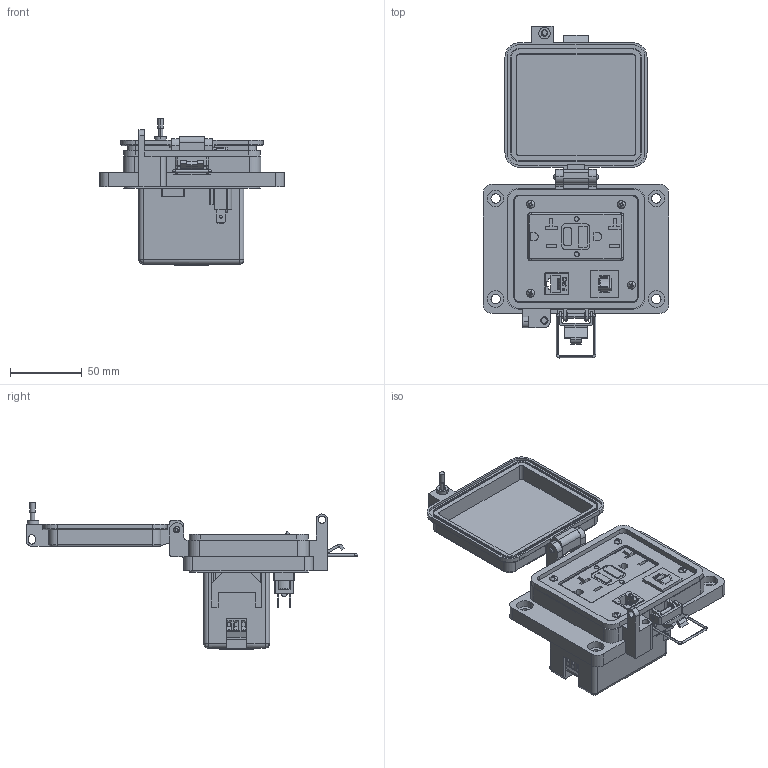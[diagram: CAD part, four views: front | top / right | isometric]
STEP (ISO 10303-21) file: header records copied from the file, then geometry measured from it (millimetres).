
FILE_DESCRIPTION (( 'STEP AP203' ), '1' );
FILE_NAME ('P-R62-K3RF5_3D.STEP', '2019-08-01T14:37:09', ( '' ), ( '' ), 'SwSTEP 2.0', 'SolidWorks 2019', '' );
FILE_SCHEMA (( 'CONFIG_CONTROL_DESIGN' ));
Length unit declared in the file: millimetre
Products named in the file (15): 92005A124_METRIC PAN HEAD PHILLIPS MACHINE SCREW_92005A124; Z-200-OTLT-GFIH-1_sheared; P-R62-K3RF5_FP060_1; RF; Z-300-RJ45CAT6; Z-CB-SM; R62; CBX; Z-000-4243316TFP; Z-H-K3_B; P-R62-K3RF5_TP060_1; -K3; P-R62-K3RF5_BP240_1; Z-200-OTLT-RIOF_RF; P-R62-K3RF5_3D
Assembly tree (20 placements, depth 3):
  P-R62-K3RF5_3D
    P-R62-K3RF5_BP240_1
    92005A124_METRIC PAN HEAD PHILLIPS MACHINE SCREW_92005A124  x4
    P-R62-K3RF5_FP060_1
    R62
      Z-300-RJ45CAT6
    Z-000-4243316TFP  x4
    P-R62-K3RF5_TP060_1
    RF
      Z-200-OTLT-RIOF_RF
      Z-200-OTLT-GFIH-1_sheared
    CBX
      Z-CB-SM
    -K3
      Z-H-K3_B
Bounding box: 129 x 231.28 x 102.7 mm (x, y, z)
Volume: 297455.7 mm3; surface area: 180340.9 mm2
Topology: 40 solids, 40 shells, 3266 faces, 9048 edges, 5970 vertices
Faces by surface type: plane 1640, cylinder 1218, bspline 236, cone 95, torus 49, sphere 28
Entity records: 89059 total; most frequent: CARTESIAN_POINT 23528, ORIENTED_EDGE 13932, DIRECTION 12355, EDGE_CURVE 6966, LINE 4719, VECTOR 4719, VERTEX_POINT 4593, AXIS2_PLACEMENT_3D 3818
